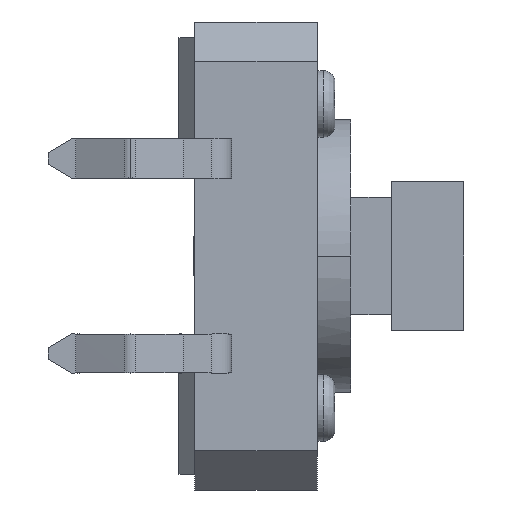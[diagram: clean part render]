
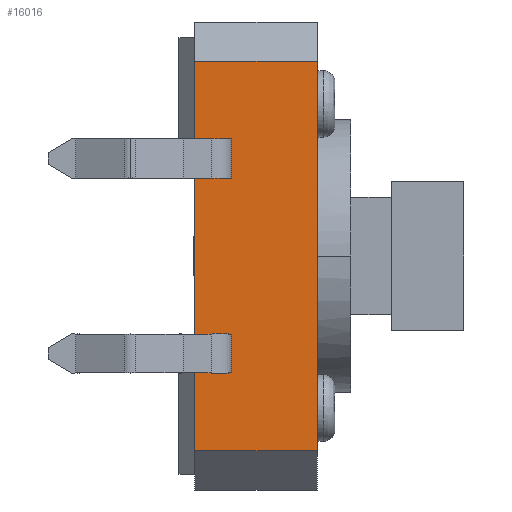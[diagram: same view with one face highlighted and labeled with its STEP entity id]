
A CAD part, front view. The second image highlights one B-rep face of the part: STEP entity #16016.
In plain terms, the highlighted free-form (B-spline) face has degree [1, 1] with [2, 2] control points.
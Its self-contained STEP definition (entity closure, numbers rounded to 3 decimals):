
#790 = CARTESIAN_POINT ( 'NONE',  ( 0.3, -17., -3. ) ) ;
#1287 = B_SPLINE_CURVE_WITH_KNOTS ( 'NONE', 1,
 ( #10388, #7669 ),
 .UNSPECIFIED., .F., .F.,
 ( 2, 2 ),
 ( 0., 1. ),
 .UNSPECIFIED. ) ;
#1309 = VERTEX_POINT ( 'NONE', #17852 ) ;
#1446 = CARTESIAN_POINT ( 'NONE',  ( 0.3, -17., -3. ) ) ;
#1472 = CARTESIAN_POINT ( 'NONE',  ( 0., -17., -2. ) ) ;
#1648 = EDGE_CURVE ( 'NONE', #1309, #7637, #9920, .T. ) ;
#1785 = CARTESIAN_POINT ( 'NONE',  ( 0., -17., -2. ) ) ;
#1883 = B_SPLINE_CURVE_WITH_KNOTS ( 'NONE', 1,
 ( #1472, #11642 ),
 .UNSPECIFIED., .F., .F.,
 ( 2, 2 ),
 ( 0., 1. ),
 .UNSPECIFIED. ) ;
#2152 = ORIENTED_EDGE ( 'NONE', *, *, #6781, .T. ) ;
#2407 = EDGE_CURVE ( 'NONE', #12366, #15981, #9780, .T. ) ;
#2481 = CARTESIAN_POINT ( 'NONE',  ( 2.5, -17., -5. ) ) ;
#2714 = CARTESIAN_POINT ( 'NONE',  ( 0., -17., 3. ) ) ;
#2718 = CARTESIAN_POINT ( 'NONE',  ( 0.3, -17., -2. ) ) ;
#2752 = CARTESIAN_POINT ( 'NONE',  ( 0.3, -17., 3. ) ) ;
#2772 = B_SPLINE_CURVE_WITH_KNOTS ( 'NONE', 1,
 ( #16586, #13560 ),
 .UNSPECIFIED., .F., .F.,
 ( 2, 2 ),
 ( 0., 1. ),
 .UNSPECIFIED. ) ;
#3367 = VERTEX_POINT ( 'NONE', #2752 ) ;
#3429 = CARTESIAN_POINT ( 'NONE',  ( 0., -17., -3. ) ) ;
#3633 = CARTESIAN_POINT ( 'NONE',  ( 0., -17., 3. ) ) ;
#3725 = CARTESIAN_POINT ( 'NONE',  ( 0.3, -17., -3. ) ) ;
#3804 = B_SPLINE_CURVE_WITH_KNOTS ( 'NONE', 1,
 ( #16600, #18165 ),
 .UNSPECIFIED., .F., .F.,
 ( 2, 2 ),
 ( 0., 1. ),
 .UNSPECIFIED. ) ;
#4006 = CARTESIAN_POINT ( 'NONE',  ( -0.65, -17., -5. ) ) ;
#4182 = EDGE_LOOP ( 'NONE', ( #6184, #11295, #11770, #4489 ) ) ;
#4489 = ORIENTED_EDGE ( 'NONE', *, *, #4885, .F. ) ;
#4692 = EDGE_CURVE ( 'NONE', #16947, #7433, #18661, .T. ) ;
#4743 = EDGE_LOOP ( 'NONE', ( #2152, #7875, #18312, #6188 ) ) ;
#4879 = B_SPLINE_SURFACE_WITH_KNOTS ( 'NONE', 1, 1, ( 
 ( #15576, #7923 ),
 ( #11011, #18108 ) ),
 .UNSPECIFIED., .F., .F., .F.,
 ( 2, 2 ),
 ( 2, 2 ),
 ( 0.8, 11.2 ),
 ( -0.063, 3.213 ),
 .UNSPECIFIED. ) ;
#4885 = EDGE_CURVE ( 'NONE', #1309, #7433, #3804, .T. ) ;
#4931 = CARTESIAN_POINT ( 'NONE',  ( 0.3, -17., 2. ) ) ;
#5732 = CARTESIAN_POINT ( 'NONE',  ( 0., -17., 2. ) ) ;
#6148 = EDGE_CURVE ( 'NONE', #11330, #12221, #14574, .T. ) ;
#6184 = ORIENTED_EDGE ( 'NONE', *, *, #1648, .T. ) ;
#6188 = ORIENTED_EDGE ( 'NONE', *, *, #11981, .F. ) ;
#6781 = EDGE_CURVE ( 'NONE', #3367, #12366, #11517, .T. ) ;
#7170 = CARTESIAN_POINT ( 'NONE',  ( 0.3, -17., 2. ) ) ;
#7433 = VERTEX_POINT ( 'NONE', #2481 ) ;
#7637 = VERTEX_POINT ( 'NONE', #9253 ) ;
#7669 = CARTESIAN_POINT ( 'NONE',  ( -0.65, -17., -5. ) ) ;
#7825 = FACE_BOUND ( 'NONE', #16164, .T. ) ;
#7875 = ORIENTED_EDGE ( 'NONE', *, *, #2407, .T. ) ;
#7923 = CARTESIAN_POINT ( 'NONE',  ( 2.563, -17., 5.2 ) ) ;
#9170 = EDGE_CURVE ( 'NONE', #18615, #15981, #10914, .T. ) ;
#9253 = CARTESIAN_POINT ( 'NONE',  ( -0.65, -17., 5. ) ) ;
#9780 = B_SPLINE_CURVE_WITH_KNOTS ( 'NONE', 1,
 ( #4931, #10854 ),
 .UNSPECIFIED., .F., .F.,
 ( 2, 2 ),
 ( 0., 1. ),
 .UNSPECIFIED. ) ;
#9920 = B_SPLINE_CURVE_WITH_KNOTS ( 'NONE', 1,
 ( #14968, #13322 ),
 .UNSPECIFIED., .F., .F.,
 ( 2, 2 ),
 ( 0., 1. ),
 .UNSPECIFIED. ) ;
#10200 = VERTEX_POINT ( 'NONE', #3429 ) ;
#10388 = CARTESIAN_POINT ( 'NONE',  ( -0.65, -17., 5. ) ) ;
#10738 = CARTESIAN_POINT ( 'NONE',  ( 0.3, -17., 2. ) ) ;
#10854 = CARTESIAN_POINT ( 'NONE',  ( 0., -17., 2. ) ) ;
#10870 = VERTEX_POINT ( 'NONE', #13753 ) ;
#10914 = B_SPLINE_CURVE_WITH_KNOTS ( 'NONE', 1,
 ( #2714, #5732 ),
 .UNSPECIFIED., .F., .F.,
 ( 2, 2 ),
 ( 0., 1. ),
 .UNSPECIFIED. ) ;
#11011 = CARTESIAN_POINT ( 'NONE',  ( -0.713, -17., -5.2 ) ) ;
#11295 = ORIENTED_EDGE ( 'NONE', *, *, #14194, .T. ) ;
#11330 = VERTEX_POINT ( 'NONE', #18406 ) ;
#11517 = B_SPLINE_CURVE_WITH_KNOTS ( 'NONE', 1,
 ( #17365, #7170 ),
 .UNSPECIFIED., .F., .F.,
 ( 2, 2 ),
 ( 0., 1. ),
 .UNSPECIFIED. ) ;
#11642 = CARTESIAN_POINT ( 'NONE',  ( 0.3, -17., -2. ) ) ;
#11666 = B_SPLINE_CURVE_WITH_KNOTS ( 'NONE', 1,
 ( #18005, #1785 ),
 .UNSPECIFIED., .F., .F.,
 ( 2, 2 ),
 ( 0., 1. ),
 .UNSPECIFIED. ) ;
#11770 = ORIENTED_EDGE ( 'NONE', *, *, #4692, .T. ) ;
#11895 = EDGE_CURVE ( 'NONE', #10870, #11330, #1883, .T. ) ;
#11939 = ORIENTED_EDGE ( 'NONE', *, *, #18636, .T. ) ;
#11981 = EDGE_CURVE ( 'NONE', #3367, #18615, #2772, .T. ) ;
#12221 = VERTEX_POINT ( 'NONE', #1446 ) ;
#12366 = VERTEX_POINT ( 'NONE', #10738 ) ;
#12618 = ORIENTED_EDGE ( 'NONE', *, *, #6148, .T. ) ;
#13108 = CARTESIAN_POINT ( 'NONE',  ( 2.5, -17., -5. ) ) ;
#13322 = CARTESIAN_POINT ( 'NONE',  ( -0.65, -17., 5. ) ) ;
#13560 = CARTESIAN_POINT ( 'NONE',  ( 0., -17., 3. ) ) ;
#13753 = CARTESIAN_POINT ( 'NONE',  ( 0., -17., -2. ) ) ;
#13933 = CARTESIAN_POINT ( 'NONE',  ( 0., -17., -3. ) ) ;
#14194 = EDGE_CURVE ( 'NONE', #7637, #16947, #1287, .T. ) ;
#14389 = ORIENTED_EDGE ( 'NONE', *, *, #11895, .T. ) ;
#14393 = B_SPLINE_CURVE_WITH_KNOTS ( 'NONE', 1,
 ( #790, #13933 ),
 .UNSPECIFIED., .F., .F.,
 ( 2, 2 ),
 ( 0., 1. ),
 .UNSPECIFIED. ) ;
#14574 = B_SPLINE_CURVE_WITH_KNOTS ( 'NONE', 1,
 ( #2718, #3725 ),
 .UNSPECIFIED., .F., .F.,
 ( 2, 2 ),
 ( 0., 1. ),
 .UNSPECIFIED. ) ;
#14968 = CARTESIAN_POINT ( 'NONE',  ( 2.5, -17., 5. ) ) ;
#15078 = CARTESIAN_POINT ( 'NONE',  ( 0., -17., 2. ) ) ;
#15377 = FACE_OUTER_BOUND ( 'NONE', #4182, .T. ) ;
#15413 = CARTESIAN_POINT ( 'NONE',  ( -0.65, -17., -5. ) ) ;
#15576 = CARTESIAN_POINT ( 'NONE',  ( -0.713, -17., 5.2 ) ) ;
#15667 = EDGE_CURVE ( 'NONE', #12221, #10200, #14393, .T. ) ;
#15981 = VERTEX_POINT ( 'NONE', #15078 ) ;
#16016 = ADVANCED_FACE ( 'NONE', ( #7825, #16940, #15377 ), #4879, .T. ) ;
#16129 = ORIENTED_EDGE ( 'NONE', *, *, #15667, .T. ) ;
#16164 = EDGE_LOOP ( 'NONE', ( #12618, #16129, #11939, #14389 ) ) ;
#16586 = CARTESIAN_POINT ( 'NONE',  ( 0.3, -17., 3. ) ) ;
#16600 = CARTESIAN_POINT ( 'NONE',  ( 2.5, -17., 5. ) ) ;
#16940 = FACE_BOUND ( 'NONE', #4743, .T. ) ;
#16947 = VERTEX_POINT ( 'NONE', #15413 ) ;
#17365 = CARTESIAN_POINT ( 'NONE',  ( 0.3, -17., 3. ) ) ;
#17852 = CARTESIAN_POINT ( 'NONE',  ( 2.5, -17., 5. ) ) ;
#18005 = CARTESIAN_POINT ( 'NONE',  ( 0., -17., -3. ) ) ;
#18108 = CARTESIAN_POINT ( 'NONE',  ( 2.563, -17., -5.2 ) ) ;
#18165 = CARTESIAN_POINT ( 'NONE',  ( 2.5, -17., -5. ) ) ;
#18312 = ORIENTED_EDGE ( 'NONE', *, *, #9170, .F. ) ;
#18406 = CARTESIAN_POINT ( 'NONE',  ( 0.3, -17., -2. ) ) ;
#18615 = VERTEX_POINT ( 'NONE', #3633 ) ;
#18636 = EDGE_CURVE ( 'NONE', #10200, #10870, #11666, .T. ) ;
#18661 = B_SPLINE_CURVE_WITH_KNOTS ( 'NONE', 1,
 ( #4006, #13108 ),
 .UNSPECIFIED., .F., .F.,
 ( 2, 2 ),
 ( 0., 1. ),
 .UNSPECIFIED. ) ;
